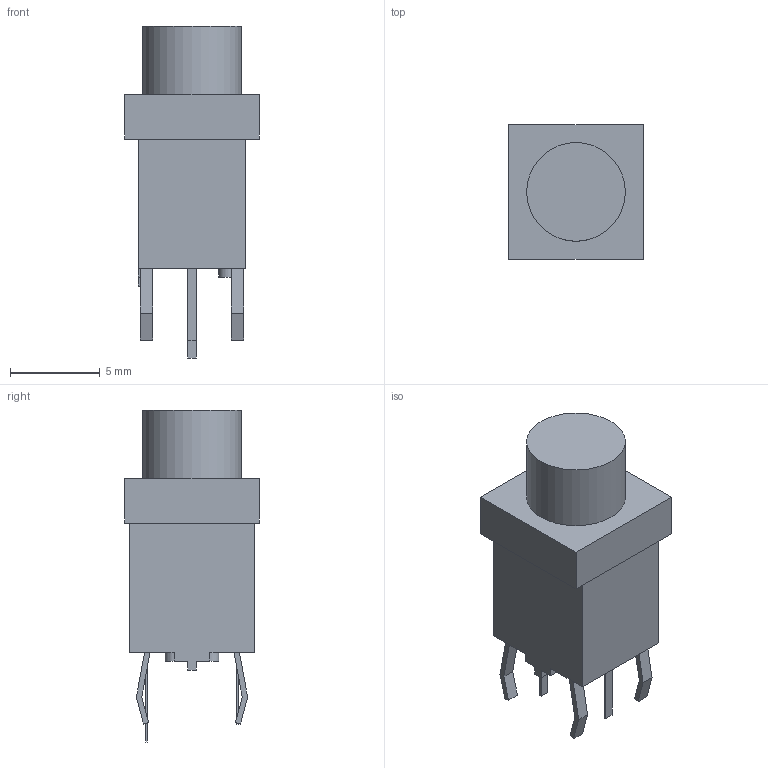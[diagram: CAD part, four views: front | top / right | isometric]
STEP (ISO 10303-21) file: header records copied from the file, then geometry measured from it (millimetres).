
FILE_DESCRIPTION(/* description */ (''),/* implementation_level */ '2;1');
FILE_NAME(/* name */ 'TactileSwitch v10.step',/* time_stamp */ '2023-11-12T00:19:20+01:00',/* author */ (''),/* organization */ (''),/* preprocessor_version */ 'ST-DEVELOPER v20',/* originating_system */ 'Autodesk Translation Framework v12.14.0.127',/* authorisation */ '');
FILE_SCHEMA (('AUTOMOTIVE_DESIGN { 1 0 10303 214 3 1 1 }'));
Length unit declared in the file: millimetre
Products named in the file (1): TactileSwitch
Bounding box: 7.5 x 7.5 x 18.5 mm (x, y, z)
Volume: 538.5 mm3; surface area: 575.9 mm2
Topology: 8 solids, 8 shells, 70 faces, 153 edges, 102 vertices
Faces by surface type: plane 67, cylinder 3
Full cylindrical faces by diameter (mm): 1 x2, 5.5 x1
Entity records: 1930 total; most frequent: CARTESIAN_POINT 326, ORIENTED_EDGE 306, DIRECTION 301, EDGE_CURVE 153, LINE 147, VECTOR 147, VERTEX_POINT 102, AXIS2_PLACEMENT_3D 77
